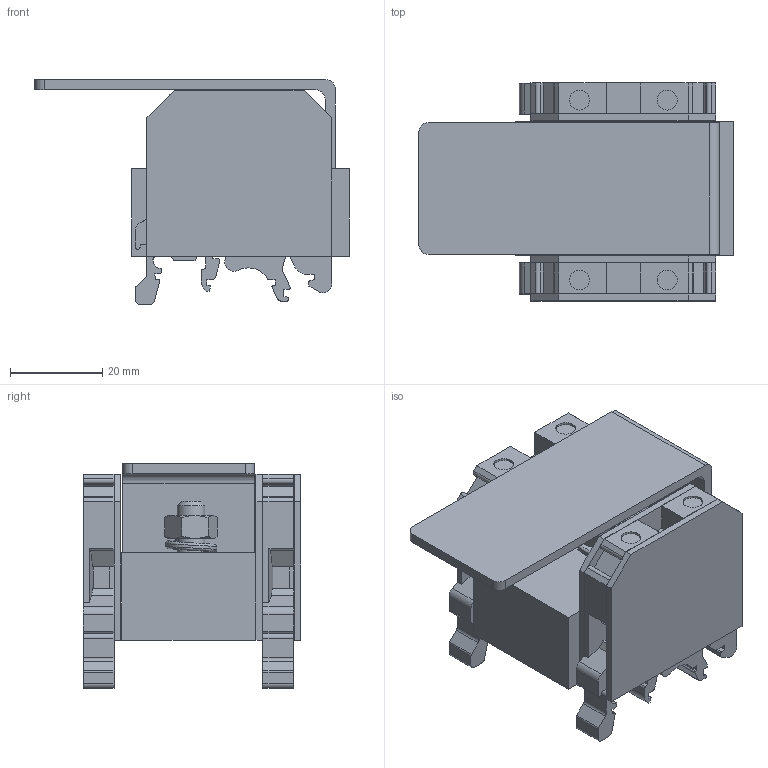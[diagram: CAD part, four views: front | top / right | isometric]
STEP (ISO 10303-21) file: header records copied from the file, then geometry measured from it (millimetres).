
FILE_DESCRIPTION(/* description */ ('Unknown'),/* implementation_level */ '2;1');
FILE_NAME(/* name */ 'FDBK-1X2_GY_3D',/* time_stamp */ '2019-11-05T16:35:25+05:00',/* author */ ('Unknown'),/* organization */ ('Unknown'),/* preprocessor_version */ 'ST-DEVELOPER v16.7',/* originating_system */ 'DEX',/* authorisation */ $);
FILE_SCHEMA (('AUTOMOTIVE_DESIGN {1 0 10303 214 3 1 1}'));
Length unit declared in the file: millimetre
Products named in the file (1): FDBK-1X2
Bounding box: 68 x 47.17 x 48.65 mm (x, y, z)
Volume: 56461 mm3; surface area: 30245.5 mm2
Topology: 1 solids, 4 shells, 409 faces, 1157 edges, 773 vertices
Faces by surface type: plane 300, cylinder 100, bspline 6, cone 3
Full cylindrical faces by diameter (mm): 2.9 x4, 3 x2, 4.3 x4, 6 x2
Entity records: 16206 total; most frequent: CARTESIAN_POINT 2670, ORIENTED_EDGE 2266, DIRECTION 2106, EDGE_CURVE 1133, LINE 900, VECTOR 900, VERTEX_POINT 764, AXIS2_PLACEMENT_3D 603
